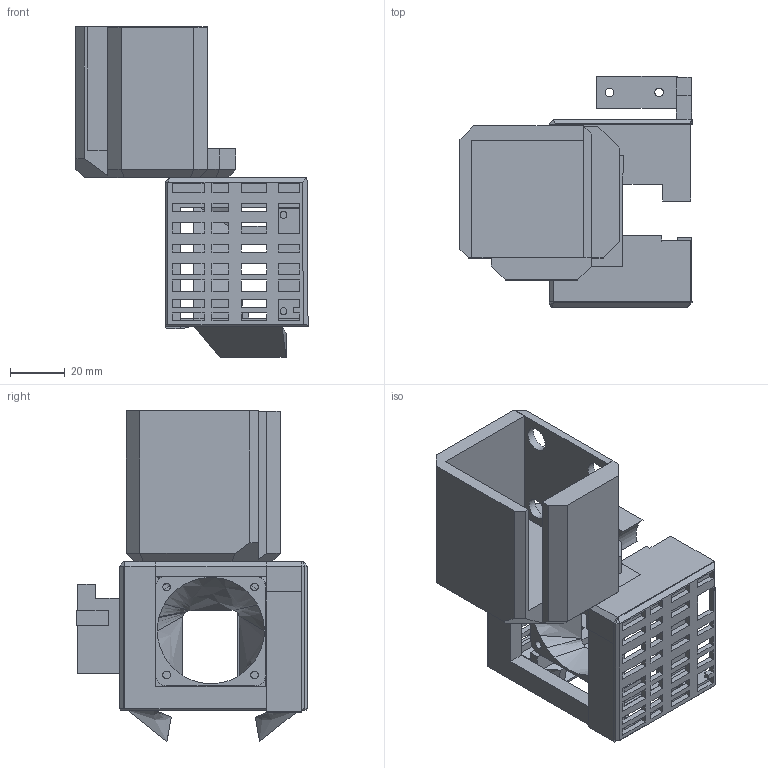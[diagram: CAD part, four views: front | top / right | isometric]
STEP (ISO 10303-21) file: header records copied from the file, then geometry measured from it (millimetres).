
FILE_DESCRIPTION(('HOOPS Exchange Step'),'2;1');
FILE_NAME('temp_export','2025-04-23T19:51:20-04:00',('reall'),('Shapr3D Limited'),'HOOPS Exchange 2024.8','Shapr3D','Authorized');
FILE_SCHEMA( ('AP242_MANAGED_MODEL_BASED_3D_ENGINEERING_MIM_LF {1 0 10303 442 1 1 4}') );
Length unit declared in the file: millimetre
Products named in the file (7): grills; CoolingShroud; nozzleDuct; nozzleDuct (1); hotendSEC_outter; clean; root
Assembly tree (6 placements, depth 3):
  root
    clean
      grills
      CoolingShroud
      nozzleDuct
      nozzleDuct (1)
      hotendSEC_outter
Bounding box: 84.41 x 83.96 x 120.39 mm (x, y, z)
Volume: 126120.7 mm3; surface area: 67967.8 mm2
Topology: 15 solids, 15 shells, 517 faces, 1441 edges, 959 vertices
Faces by surface type: plane 455, bspline 36, cylinder 26
Full cylindrical faces by diameter (mm): 2.355 x1, 2.402 x1, 2.46 x2, 2.48 x2, 2.8 x1, 2.828 x2, 2.86 x1, 2.96 x1, 3.05 x1, 3.123 x1, 7.6 x1, 8.2 x1, 8.8 x1, 8.83 x1
Entity records: 17434 total; most frequent: CARTESIAN_POINT 3733, ORIENTED_EDGE 2878, DIRECTION 2502, EDGE_CURVE 1439, VECTOR 1326, LINE 1326, VERTEX_POINT 959, EDGE_LOOP 666
